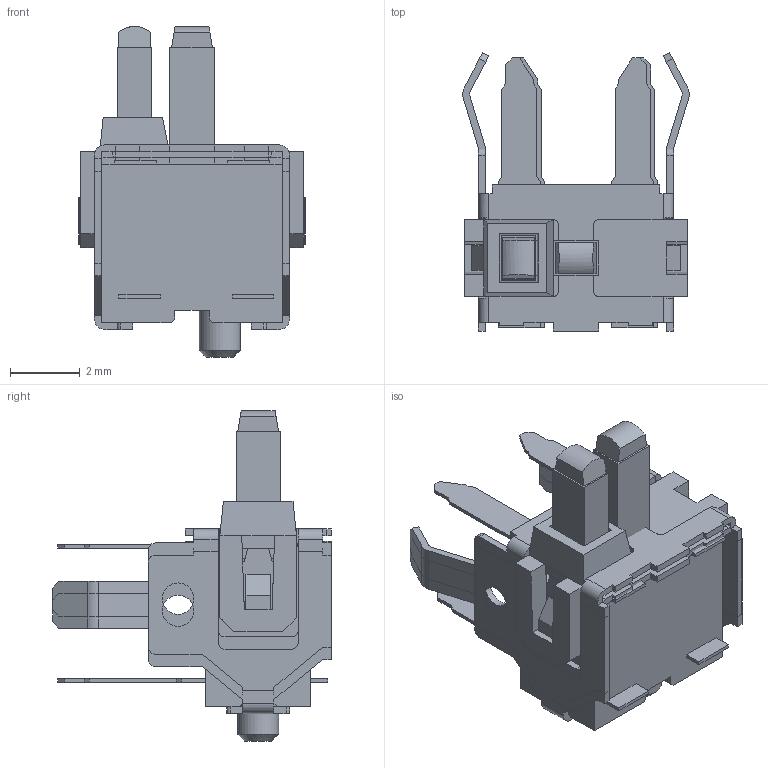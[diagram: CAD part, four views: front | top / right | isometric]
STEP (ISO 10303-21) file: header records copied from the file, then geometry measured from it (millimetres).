
FILE_DESCRIPTION( ( 'Unknown' ), '1' );
FILE_NAME( 'ese11sh1c-std-sk.stp', 'Unknown', ( 'Unknown' ), ( 'Unknown' ), 'PSStep 14.0', 'Unknown', ' ' );
FILE_SCHEMA( ( 'AUTOMOTIVE_DESIGN { 1 0 10303 214 1 1 1 1 }' ) );
Length unit declared in the file: millimetre
Products named in the file (9): Assem1; E11CV; E11LV; E11TF5-1; E11TS1AtypeC-1; E11CS1
Bounding box: 6.5 x 8 x 9.5 mm (x, y, z)
Volume: 185.6 mm3; surface area: 707.4 mm2
Topology: 16 solids, 16 shells, 642 faces, 1816 edges, 1198 vertices
Faces by surface type: plane 570, cylinder 70, cone 2
Full cylindrical faces by diameter (mm): 0.9 x4, 1.18 x2
Entity records: 12515 total; most frequent: CARTESIAN_POINT 1829, ORIENTED_EDGE 1804, DIRECTION 1639, EDGE_CURVE 902, LINE 825, VECTOR 825, VERTEX_POINT 597, AXIS2_PLACEMENT_3D 407
